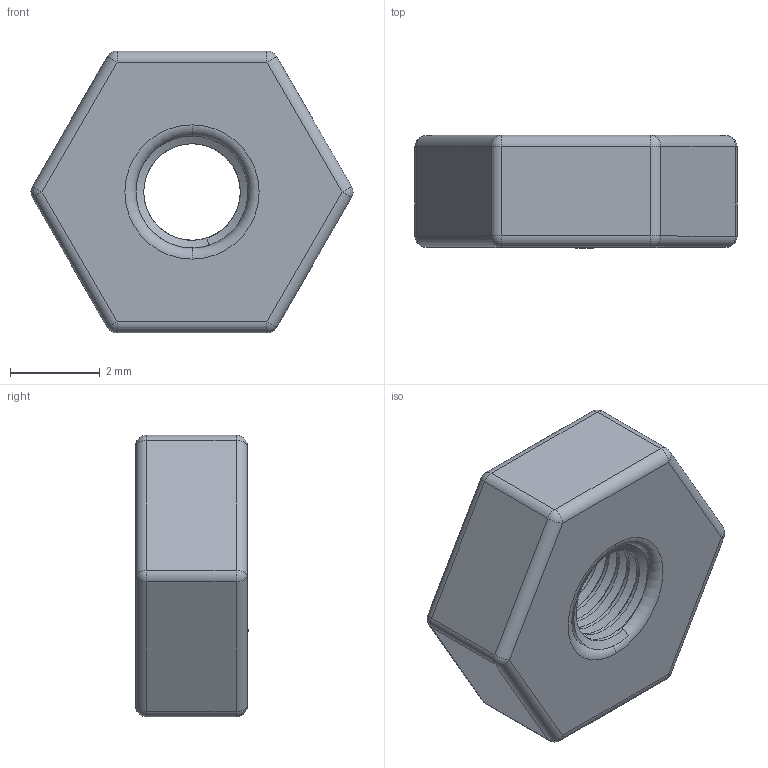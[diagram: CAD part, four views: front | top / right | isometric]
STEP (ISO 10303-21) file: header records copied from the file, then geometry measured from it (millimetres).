
FILE_DESCRIPTION (( 'STEP AP203' ), '1' );
FILE_NAME ('3d.step', '2022-12-31T17:23:43', ( '' ), ( '' ), 'SwSTEP 2.0', 'SolidWorks 2021', '' );
FILE_SCHEMA (( 'CONFIG_CONTROL_DESIGN' ));
Length unit declared in the file: millimetre
Products named in the file (1): 3d
Bounding box: 7.2 x 2.53 x 6.3 mm (x, y, z)
Volume: 74.3 mm3; surface area: 136.2 mm2
Topology: 1 solids, 1 shells, 62 faces, 149 edges, 77 vertices
Faces by surface type: cylinder 32, sphere 12, plane 10, torus 4, bspline 4
Entity records: 2787 total; most frequent: CARTESIAN_POINT 1423, DIRECTION 275, ORIENTED_EDGE 274, EDGE_CURVE 137, AXIS2_PLACEMENT_3D 110, VERTEX_POINT 77, EDGE_LOOP 64, FACE_OUTER_BOUND 62
